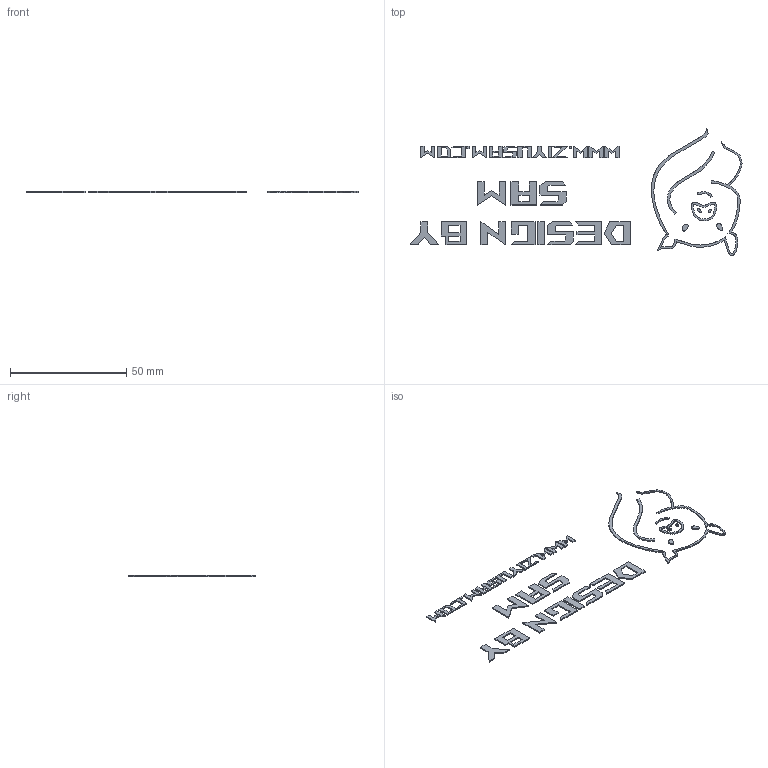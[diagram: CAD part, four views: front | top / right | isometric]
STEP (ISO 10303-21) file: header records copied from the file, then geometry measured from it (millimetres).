
FILE_DESCRIPTION(/* description */ (''),/* implementation_level */ '2;1');
FILE_NAME(/* name */ 'zi.step',/* time_stamp */ '2026-01-17T02:23:58-05:00',/* author */ (''),/* organization */ (''),/* preprocessor_version */ 'ST-DEVELOPER v20.1',/* originating_system */ 'Autodesk Translation Framework v14.21.0.0',/* authorisation */ '');
FILE_SCHEMA (('AUTOMOTIVE_DESIGN { 1 0 10303 214 3 1 1 }'));
Length unit declared in the file: millimetre
Products named in the file (1): 2026-01-17-02-22-05-174
Bounding box: 142.61 x 54.74 x 0.5 mm (x, y, z)
Volume: 564.9 mm3; surface area: 3052.3 mm2
Topology: 35 solids, 35 shells, 365 faces, 885 edges, 590 vertices
Faces by surface type: plane 337, bspline 28
Entity records: 12505 total; most frequent: CARTESIAN_POINT 4133, ORIENTED_EDGE 1770, DIRECTION 1501, EDGE_CURVE 885, LINE 825, VECTOR 825, VERTEX_POINT 590, EDGE_LOOP 379
